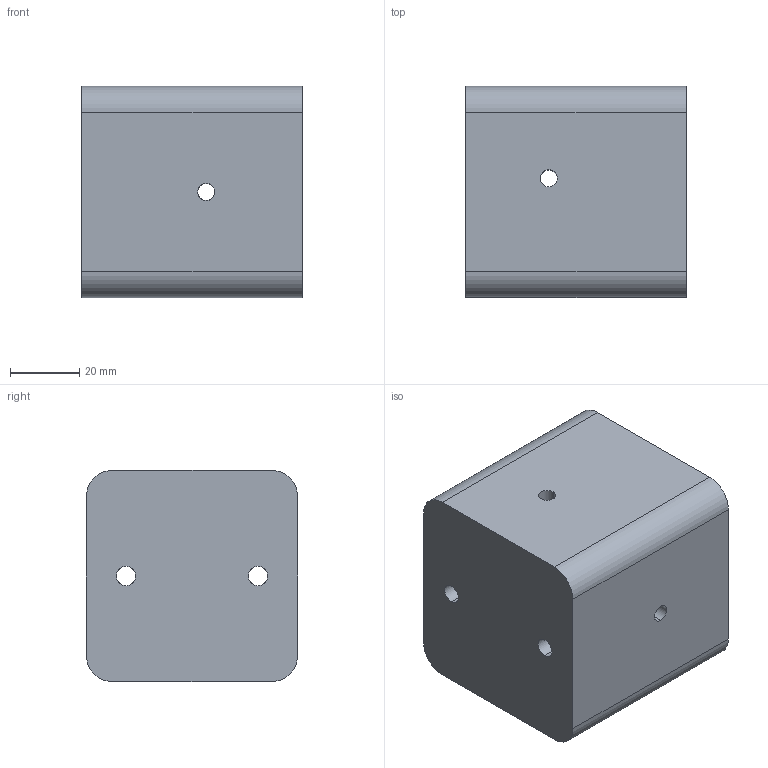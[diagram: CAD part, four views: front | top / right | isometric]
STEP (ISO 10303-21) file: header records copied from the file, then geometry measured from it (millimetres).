
FILE_DESCRIPTION (( 'STEP AP214' ), '1' );
FILE_NAME ('D1002427 aLIGO, SUS, VIBRATION ABSORBER, 5LB MASS.STEP', '2019-10-03T17:13:12', ( '' ), ( '' ), 'SwSTEP 2.0', 'SolidWorks 2019', '' );
FILE_SCHEMA (( 'AUTOMOTIVE_DESIGN' ));
Length unit declared in the file: inch
Products named in the file (1): D1002427 aLIGO, SUS, VIBRATION ABSORBER, 5LB MASS
Bounding box: 63.5 x 60.96 x 60.96 mm (x, y, z)
Volume: 227603.7 mm3; surface area: 25694.8 mm2
Topology: 1 solids, 1 shells, 22 faces, 60 edges, 40 vertices
Faces by surface type: cylinder 16, plane 6
Entity records: 1012 total; most frequent: CARTESIAN_POINT 379, DIRECTION 122, ORIENTED_EDGE 120, EDGE_CURVE 60, AXIS2_PLACEMENT_3D 47, VERTEX_POINT 40, EDGE_LOOP 34, VECTOR 28
